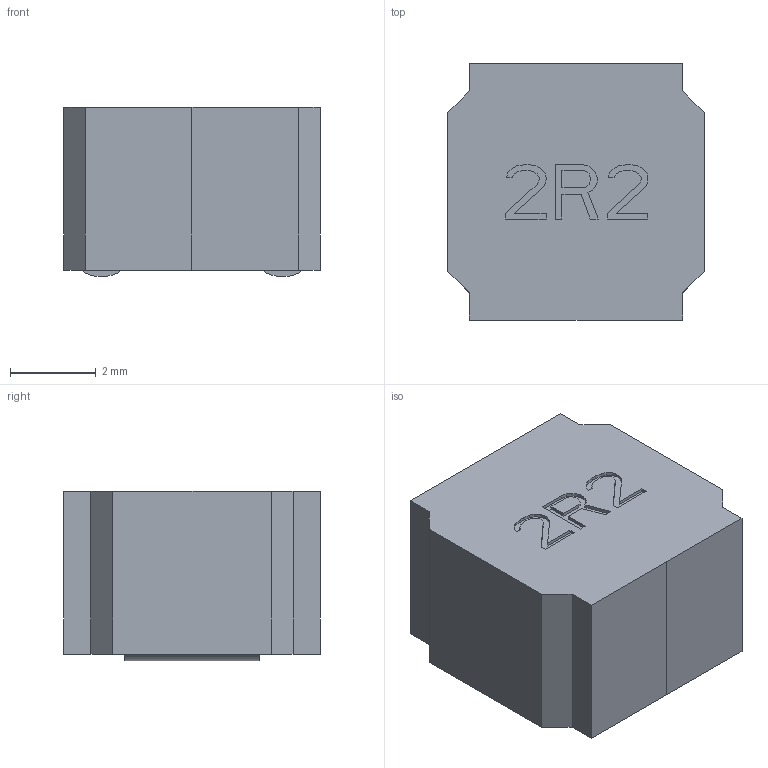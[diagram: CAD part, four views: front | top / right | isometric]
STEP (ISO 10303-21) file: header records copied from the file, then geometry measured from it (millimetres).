
FILE_DESCRIPTION(('FreeCAD Model'),'2;1');
FILE_NAME( 'INDP600600X420.step', '2016-09-30T15:21:33',('Author'),(''), 'Open CASCADE STEP processor 6.8','FreeCAD','Unknown');
FILE_SCHEMA(('AUTOMOTIVE_DESIGN_CC2 { 1 2 10303 214 -1 1 5 4 }'));
Length unit declared in the file: millimetre
Products named in the file (2): ASSEMBLY; INDP600600X420
Assembly tree (1 placements, depth 2):
  ASSEMBLY
    INDP600600X420
Bounding box: 5.99 x 5.99 x 3.96 mm (x, y, z)
Volume: 130.6 mm3; surface area: 157.5 mm2
Topology: 1 solids, 1 shells, 107 faces, 297 edges, 198 vertices
Faces by surface type: plane 105, cylinder 2
Entity records: 7431 total; most frequent: CARTESIAN_POINT 1390, DIRECTION 1105, LINE 875, VECTOR 875, ORIENTED_EDGE 594, PCURVE 594, DEFINITIONAL_REPRESENTATION 594, EDGE_CURVE 297
